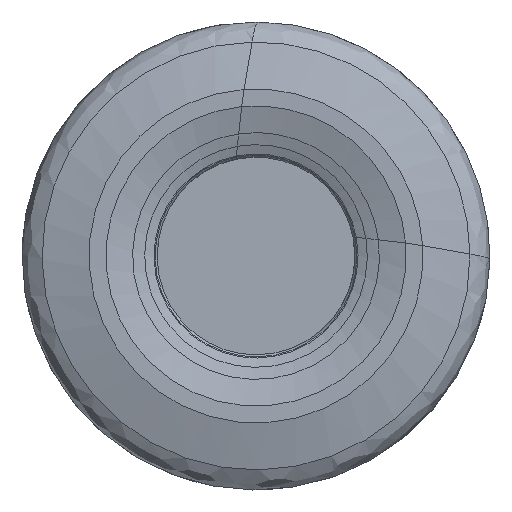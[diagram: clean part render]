
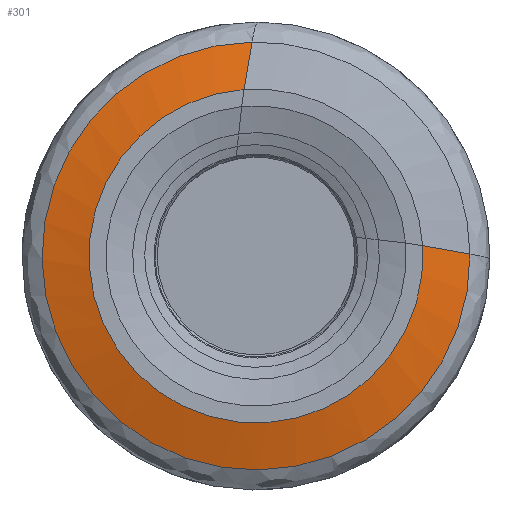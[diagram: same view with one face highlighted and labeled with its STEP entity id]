
A CAD part, left-side view. The second image highlights one B-rep face of the part: STEP entity #301.
In plain terms, the highlighted free-form (B-spline) face has degree [1, 3] with [2, 7] control points.
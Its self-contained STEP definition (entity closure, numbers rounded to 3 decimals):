
#72=(
BOUNDED_SURFACE()
B_SPLINE_SURFACE(1,3,((#1973,#1974,#1975,#1976,#1977,#1978,#1979),(#1980,
#1981,#1982,#1983,#1984,#1985,#1986)),.UNSPECIFIED.,.F.,.F.,.F.)
B_SPLINE_SURFACE_WITH_KNOTS((2,2),(4,3,4),(0.,1.),(0.,0.5,1.),
 .UNSPECIFIED.)
GEOMETRIC_REPRESENTATION_ITEM()
RATIONAL_B_SPLINE_SURFACE(((1.,0.59,0.59,1.,0.59,
0.59,1.),(1.,0.59,0.59,1.,0.59,
0.59,1.)))
REPRESENTATION_ITEM('')
SURFACE()
);
#122=LINE('',#1971,#150);
#123=LINE('',#1972,#151);
#150=VECTOR('',#1271,1.);
#151=VECTOR('',#1272,1.);
#201=FACE_OUTER_BOUND('',#442,.T.);
#301=ADVANCED_FACE('',(#201),#72,.F.);
#442=EDGE_LOOP('',(#596,#597,#598,#599));
#596=ORIENTED_EDGE('',*,*,#862,.F.);
#597=ORIENTED_EDGE('',*,*,#863,.F.);
#598=ORIENTED_EDGE('',*,*,#859,.T.);
#599=ORIENTED_EDGE('',*,*,#864,.F.);
#769=VERTEX_POINT('',#1950);
#770=VERTEX_POINT('',#1951);
#771=VERTEX_POINT('',#1969);
#772=VERTEX_POINT('',#1970);
#859=EDGE_CURVE('',#769,#770,#942,.T.);
#862=EDGE_CURVE('',#771,#772,#943,.T.);
#863=EDGE_CURVE('',#769,#771,#122,.T.);
#864=EDGE_CURVE('',#772,#770,#123,.T.);
#942=CIRCLE('',#1049,7.135);
#943=CIRCLE('',#1050,9.143);
#1049=AXIS2_PLACEMENT_3D('',#1949,#1265,#1266);
#1050=AXIS2_PLACEMENT_3D('',#1968,#1269,#1270);
#1265=DIRECTION('',(1.,0.,0.));
#1266=DIRECTION('',(0.,-0.998,0.062));
#1269=DIRECTION('',(1.,0.,0.));
#1270=DIRECTION('',(0.,-1.,0.009));
#1271=DIRECTION('',(0.249,-0.954,-0.169));
#1272=DIRECTION('',(-0.249,0.16,-0.955));
#1949=CARTESIAN_POINT('',(0.,0.,0.));
#1950=CARTESIAN_POINT('',(0.,-7.121,0.445));
#1951=CARTESIAN_POINT('',(0.,0.51,7.116));
#1968=CARTESIAN_POINT('',(0.528,0.,0.));
#1969=CARTESIAN_POINT('',(0.528,-9.143,0.087));
#1970=CARTESIAN_POINT('',(0.528,0.17,9.142));
#1971=CARTESIAN_POINT('',(0.,-7.121,0.445));
#1972=CARTESIAN_POINT('',(0.,0.51,7.116));
#1973=CARTESIAN_POINT('',(0.,-7.121,0.445));
#1974=CARTESIAN_POINT('',(0.,-7.585,-6.983));
#1975=CARTESIAN_POINT('',(0.,-0.907,-10.27));
#1976=CARTESIAN_POINT('',(0.,4.696,-5.371));
#1977=CARTESIAN_POINT('',(0.,10.299,-0.472));
#1978=CARTESIAN_POINT('',(0.,7.933,6.585));
#1979=CARTESIAN_POINT('',(0.,0.51,7.116));
#1980=CARTESIAN_POINT('',(0.528,-9.143,0.087));
#1981=CARTESIAN_POINT('',(0.528,-9.233,-9.451));
#1982=CARTESIAN_POINT('',(0.528,-0.464,-13.205));
#1983=CARTESIAN_POINT('',(0.528,6.374,-6.555));
#1984=CARTESIAN_POINT('',(0.528,13.212,0.094));
#1985=CARTESIAN_POINT('',(0.528,9.706,8.964));
#1986=CARTESIAN_POINT('',(0.528,0.17,9.142));
